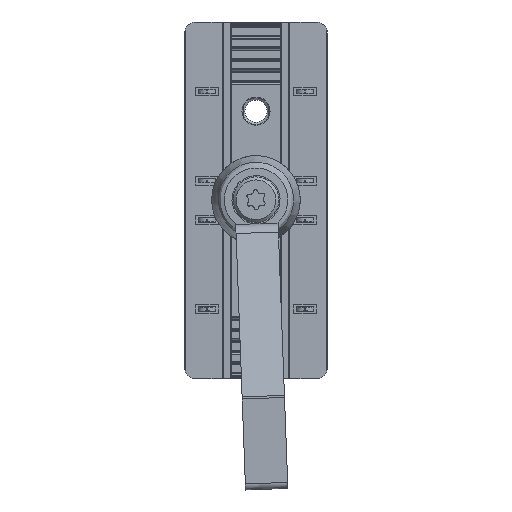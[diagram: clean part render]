
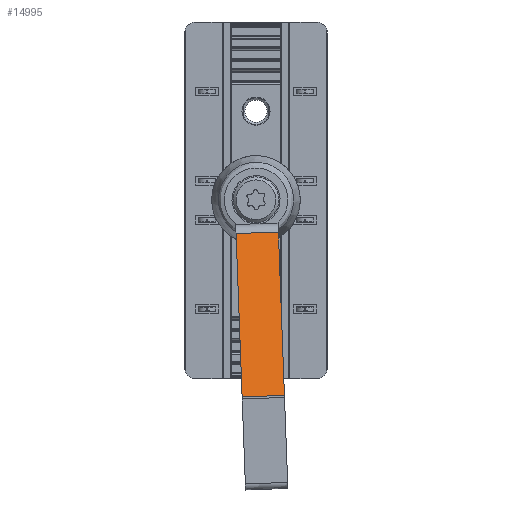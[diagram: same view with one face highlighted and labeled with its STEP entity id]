
A CAD part, top view. The second image highlights one B-rep face of the part: STEP entity #14995.
In plain terms, the highlighted face is planar.
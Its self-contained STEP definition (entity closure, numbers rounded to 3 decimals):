
#905 = VERTEX_POINT ( 'NONE', #8261 ) ;
#1663 = CARTESIAN_POINT ( 'NONE',  ( 7.411, 29.152, 4.75 ) ) ;
#2217 = CARTESIAN_POINT ( 'NONE',  ( 44.107, 41.459, 4.75 ) ) ;
#2621 = EDGE_CURVE ( 'NONE', #905, #17398, #15087, .T. ) ;
#3229 = DIRECTION ( 'NONE',  ( 0., 0., -1. ) ) ;
#3787 = DIRECTION ( 'NONE',  ( 0.948, 0.318, 0. ) ) ;
#4185 = ORIENTED_EDGE ( 'NONE', *, *, #11659, .F. ) ;
#5361 = EDGE_LOOP ( 'NONE', ( #11728, #4185, #14100, #6393 ) ) ;
#6069 = DIRECTION ( 'NONE',  ( 0., 0., 1. ) ) ;
#6393 = ORIENTED_EDGE ( 'NONE', *, *, #16419, .T. ) ;
#6545 = CARTESIAN_POINT ( 'NONE',  ( 44.107, 41.459, -4.75 ) ) ;
#7283 = VECTOR ( 'NONE', #17289, 1000. ) ;
#7505 = EDGE_CURVE ( 'NONE', #8687, #10235, #11482, .T. ) ;
#7695 = FACE_OUTER_BOUND ( 'NONE', #5361, .T. ) ;
#7776 = LINE ( 'NONE', #15726, #7283 ) ;
#7868 = VECTOR ( 'NONE', #8091, 1000. ) ;
#8091 = DIRECTION ( 'NONE',  ( -0.948, -0.318, 0. ) ) ;
#8261 = CARTESIAN_POINT ( 'NONE',  ( 44.107, 41.459, -4.75 ) ) ;
#8687 = VERTEX_POINT ( 'NONE', #18263 ) ;
#10235 = VERTEX_POINT ( 'NONE', #16818 ) ;
#10993 = VECTOR ( 'NONE', #3229, 1000. ) ;
#11482 = LINE ( 'NONE', #1663, #10993 ) ;
#11659 = EDGE_CURVE ( 'NONE', #17398, #8687, #7776, .T. ) ;
#11728 = ORIENTED_EDGE ( 'NONE', *, *, #7505, .F. ) ;
#12470 = LINE ( 'NONE', #6545, #7868 ) ;
#13099 = DIRECTION ( 'NONE',  ( 0.318, -0.948, 0. ) ) ;
#13808 = CARTESIAN_POINT ( 'NONE',  ( 44.107, 41.459, 4.75 ) ) ;
#14100 = ORIENTED_EDGE ( 'NONE', *, *, #2621, .F. ) ;
#14583 = VECTOR ( 'NONE', #6069, 1000. ) ;
#14601 = PLANE ( 'NONE',  #17426 ) ;
#14995 = ADVANCED_FACE ( 'NONE', ( #7695 ), #14601, .F. ) ;
#15087 = LINE ( 'NONE', #13808, #14583 ) ;
#15726 = CARTESIAN_POINT ( 'NONE',  ( 44.107, 41.459, 4.75 ) ) ;
#16419 = EDGE_CURVE ( 'NONE', #905, #10235, #12470, .T. ) ;
#16818 = CARTESIAN_POINT ( 'NONE',  ( 7.411, 29.152, -4.75 ) ) ;
#17289 = DIRECTION ( 'NONE',  ( -0.948, -0.318, 0. ) ) ;
#17398 = VERTEX_POINT ( 'NONE', #20020 ) ;
#17426 = AXIS2_PLACEMENT_3D ( 'NONE', #2217, #13099, #3787 ) ;
#18263 = CARTESIAN_POINT ( 'NONE',  ( 7.411, 29.152, 4.75 ) ) ;
#20020 = CARTESIAN_POINT ( 'NONE',  ( 44.107, 41.459, 4.75 ) ) ;
